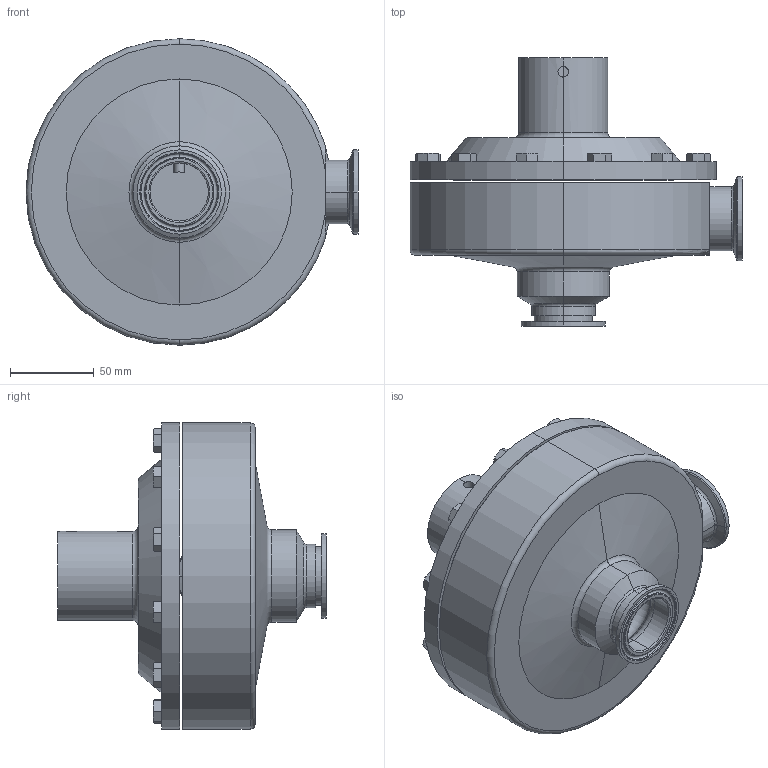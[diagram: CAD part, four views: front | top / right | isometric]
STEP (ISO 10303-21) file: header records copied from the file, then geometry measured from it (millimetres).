
FILE_DESCRIPTION (( 'STEP AP203' ), '1' );
FILE_NAME ('FB5CPM-150-6L.STEP', '2022-11-09T15:23:52', ( '' ), ( '' ), 'SwSTEP 2.0', 'SolidWorks 2022', '' );
FILE_SCHEMA (( 'CONFIG_CONTROL_DESIGN' ));
Length unit declared in the file: millimetre
Products named in the file (1): FB5CPM-150-6L
Bounding box: 198.65 x 160.61 x 183.39 mm (x, y, z)
Surface area: 126532.6 mm2 (no closed solid volume)
Topology: 0 solids, 15 shells, 240 faces, 619 edges, 400 vertices
Faces by surface type: cone 95, plane 95, torus 27, cylinder 23
Entity records: 8148 total; most frequent: CARTESIAN_POINT 2372, DIRECTION 1211, ORIENTED_EDGE 1076, EDGE_CURVE 619, AXIS2_PLACEMENT_3D 509, VERTEX_POINT 400, EDGE_LOOP 287, CIRCLE 268
